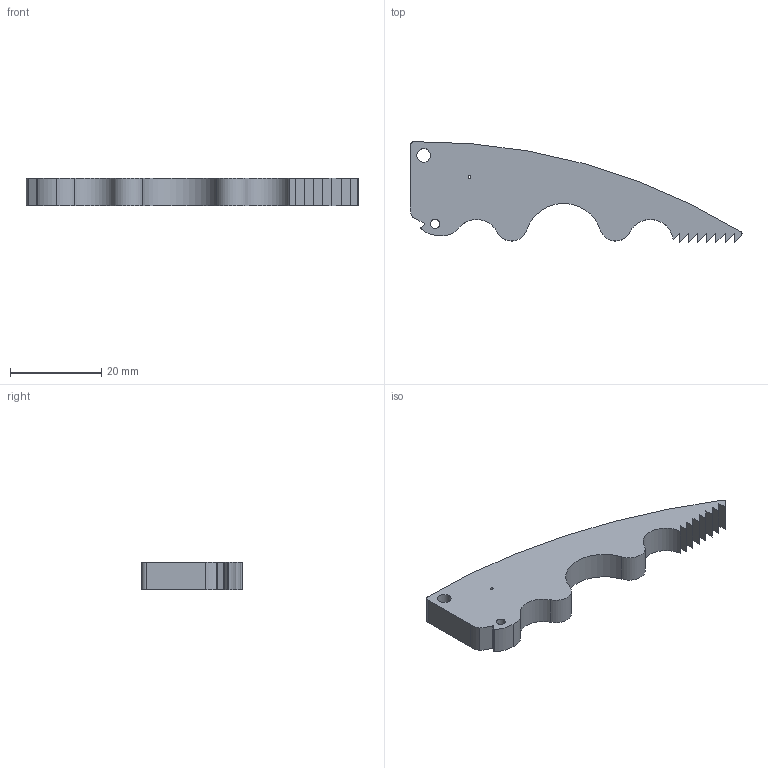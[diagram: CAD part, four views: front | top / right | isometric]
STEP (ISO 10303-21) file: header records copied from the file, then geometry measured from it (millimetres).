
FILE_DESCRIPTION(/* description */ (''),/* implementation_level */ '2;1');
FILE_NAME(/* name */ 'Gripper V 10.0 finger master 6mm.stp',/* time_stamp */ '2015-07-28T09:59:22-07:00',/* author */ ('Stackpole'),/* organization */ (''),/* preprocessor_version */ 'ST-DEVELOPER v15.6',/* originating_system */ 'Autodesk Inventor 2015',/* authorisation */ '');
FILE_SCHEMA (('AUTOMOTIVE_DESIGN { 1 0 10303 214 3 1 1 }'));
Length unit declared in the file: millimetre
Products named in the file (1): Gripper V 10.0 finger master 6mm
Bounding box: 72.61 x 22.01 x 6 mm (x, y, z)
Volume: 5381.7 mm3; surface area: 3114.4 mm2
Topology: 1 solids, 1 shells, 37 faces, 105 edges, 70 vertices
Faces by surface type: plane 20, cylinder 17
Full cylindrical faces by diameter (mm): 0.6 x1, 2 x1, 3 x1
Entity records: 1234 total; most frequent: DIRECTION 212, CARTESIAN_POINT 210, ORIENTED_EDGE 204, EDGE_CURVE 102, AXIS2_PLACEMENT_3D 72, VERTEX_POINT 70, LINE 68, VECTOR 68
